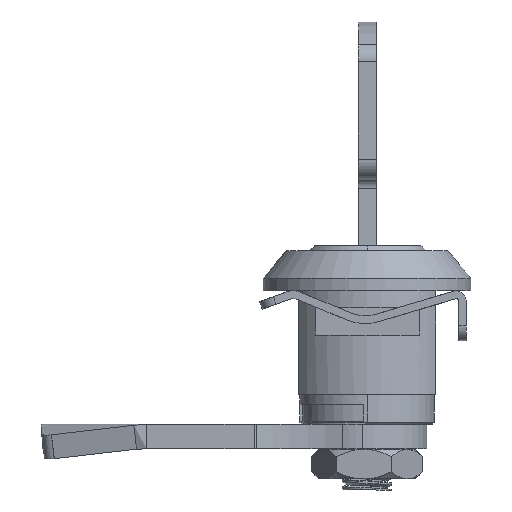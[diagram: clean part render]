
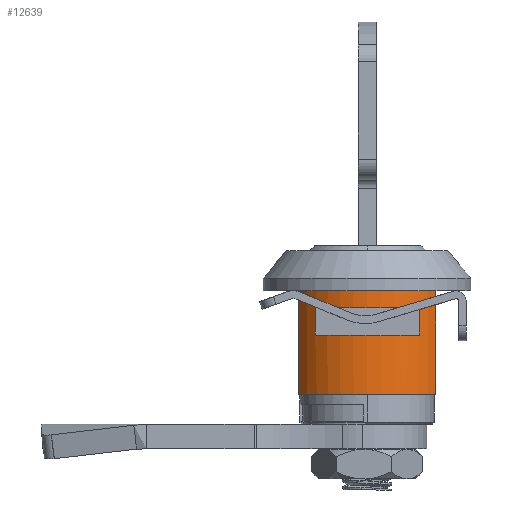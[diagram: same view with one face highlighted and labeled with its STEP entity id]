
A CAD part, front view. The second image highlights one B-rep face of the part: STEP entity #12639.
In plain terms, the highlighted cylindrical face has radius 8.45 mm (diameter 16.9 mm), a partial arc.
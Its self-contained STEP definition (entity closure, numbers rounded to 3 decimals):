
#163 = CARTESIAN_POINT ( 'NONE',  ( -124.536, 25.116, 53.501 ) ) ;
#988 = FACE_BOUND ( 'NONE', #8707, .T. ) ;
#990 = VERTEX_POINT ( 'NONE', #16587 ) ;
#1040 = CIRCLE ( 'NONE', #3674, 8.45 ) ;
#1082 = CARTESIAN_POINT ( 'NONE',  ( -129.814, 18.516, 49.001 ) ) ;
#1543 = VECTOR ( 'NONE', #15439, 1000. ) ;
#1774 = EDGE_CURVE ( 'NONE', #19208, #18849, #1040, .T. ) ;
#1825 = CARTESIAN_POINT ( 'NONE',  ( -117.536, 20.382, 53.501 ) ) ;
#3088 = CIRCLE ( 'NONE', #3758, 8.45 ) ;
#3194 = LINE ( 'NONE', #14494, #11354 ) ;
#3674 = AXIS2_PLACEMENT_3D ( 'NONE', #4907, #10823, #4706 ) ;
#3758 = AXIS2_PLACEMENT_3D ( 'NONE', #15492, #12478, #9379 ) ;
#3981 = EDGE_CURVE ( 'NONE', #4662, #7191, #12749, .T. ) ;
#4224 = CIRCLE ( 'NONE', #14443, 8.45 ) ;
#4386 = VERTEX_POINT ( 'NONE', #14929 ) ;
#4404 = CYLINDRICAL_SURFACE ( 'NONE', #15346, 8.45 ) ;
#4501 = CARTESIAN_POINT ( 'NONE',  ( -129.814, 18.516, 23.013 ) ) ;
#4553 = EDGE_CURVE ( 'NONE', #4662, #4386, #9427, .T. ) ;
#4638 = ORIENTED_EDGE ( 'NONE', *, *, #10537, .F. ) ;
#4662 = VERTEX_POINT ( 'NONE', #17588 ) ;
#4706 = DIRECTION ( 'NONE',  ( 1., 0., 0. ) ) ;
#4907 = CARTESIAN_POINT ( 'NONE',  ( -124.536, 25.116, 49.001 ) ) ;
#4923 = DIRECTION ( 'NONE',  ( 0., 0., 1. ) ) ;
#4927 = EDGE_CURVE ( 'NONE', #12722, #990, #4224, .T. ) ;
#7173 = DIRECTION ( 'NONE',  ( 0., 0., 1. ) ) ;
#7191 = VERTEX_POINT ( 'NONE', #1825 ) ;
#7320 = DIRECTION ( 'NONE',  ( 0., 0., 1. ) ) ;
#8235 = EDGE_CURVE ( 'NONE', #18849, #12722, #10925, .T. ) ;
#8707 = EDGE_LOOP ( 'NONE', ( #12840, #16095, #16378, #9621 ) ) ;
#8772 = DIRECTION ( 'NONE',  ( 1., 0., 0. ) ) ;
#8796 = AXIS2_PLACEMENT_3D ( 'NONE', #163, #4923, #12700 ) ;
#9120 = CARTESIAN_POINT ( 'NONE',  ( -131.536, 20.382, 23.013 ) ) ;
#9379 = DIRECTION ( 'NONE',  ( 1., 0., 0. ) ) ;
#9427 = LINE ( 'NONE', #9120, #1543 ) ;
#9532 = DIRECTION ( 'NONE',  ( 0., 0., -1. ) ) ;
#9621 = ORIENTED_EDGE ( 'NONE', *, *, #12128, .T. ) ;
#10236 = CARTESIAN_POINT ( 'NONE',  ( -117.536, 20.382, 42.959 ) ) ;
#10329 = CARTESIAN_POINT ( 'NONE',  ( -124.536, 25.116, 23.013 ) ) ;
#10537 = EDGE_CURVE ( 'NONE', #16626, #4386, #3088, .T. ) ;
#10647 = CARTESIAN_POINT ( 'NONE',  ( -124.536, 25.116, 51.801 ) ) ;
#10823 = DIRECTION ( 'NONE',  ( 0., 0., -1. ) ) ;
#10925 = LINE ( 'NONE', #4501, #10984 ) ;
#10984 = VECTOR ( 'NONE', #15592, 1000. ) ;
#11354 = VECTOR ( 'NONE', #9532, 1000. ) ;
#12128 = EDGE_CURVE ( 'NONE', #990, #19208, #3194, .T. ) ;
#12272 = FACE_OUTER_BOUND ( 'NONE', #18256, .T. ) ;
#12478 = DIRECTION ( 'NONE',  ( 0., 0., -1. ) ) ;
#12498 = DIRECTION ( 'NONE',  ( 0., 0., 1. ) ) ;
#12639 = ADVANCED_FACE ( 'NONE', ( #988, #12272 ), #4404, .T. ) ;
#12700 = DIRECTION ( 'NONE',  ( 1., 0., 0. ) ) ;
#12722 = VERTEX_POINT ( 'NONE', #17726 ) ;
#12749 = CIRCLE ( 'NONE', #8796, 8.45 ) ;
#12840 = ORIENTED_EDGE ( 'NONE', *, *, #1774, .T. ) ;
#12843 = EDGE_CURVE ( 'NONE', #16626, #7191, #14833, .T. ) ;
#13285 = CARTESIAN_POINT ( 'NONE',  ( -117.536, 20.382, 23.013 ) ) ;
#13370 = ORIENTED_EDGE ( 'NONE', *, *, #4553, .T. ) ;
#13947 = ORIENTED_EDGE ( 'NONE', *, *, #12843, .T. ) ;
#14000 = CARTESIAN_POINT ( 'NONE',  ( -119.259, 18.516, 49.001 ) ) ;
#14344 = VECTOR ( 'NONE', #7173, 1000. ) ;
#14443 = AXIS2_PLACEMENT_3D ( 'NONE', #10647, #12498, #15610 ) ;
#14494 = CARTESIAN_POINT ( 'NONE',  ( -119.259, 18.516, 23.013 ) ) ;
#14833 = LINE ( 'NONE', #13285, #14344 ) ;
#14929 = CARTESIAN_POINT ( 'NONE',  ( -131.536, 20.382, 42.959 ) ) ;
#15346 = AXIS2_PLACEMENT_3D ( 'NONE', #10329, #7320, #8772 ) ;
#15439 = DIRECTION ( 'NONE',  ( 0., 0., -1. ) ) ;
#15492 = CARTESIAN_POINT ( 'NONE',  ( -124.536, 25.116, 42.959 ) ) ;
#15592 = DIRECTION ( 'NONE',  ( 0., 0., 1. ) ) ;
#15610 = DIRECTION ( 'NONE',  ( 1., 0., 0. ) ) ;
#16095 = ORIENTED_EDGE ( 'NONE', *, *, #8235, .T. ) ;
#16378 = ORIENTED_EDGE ( 'NONE', *, *, #4927, .T. ) ;
#16587 = CARTESIAN_POINT ( 'NONE',  ( -119.259, 18.516, 51.801 ) ) ;
#16626 = VERTEX_POINT ( 'NONE', #10236 ) ;
#17003 = ORIENTED_EDGE ( 'NONE', *, *, #3981, .F. ) ;
#17588 = CARTESIAN_POINT ( 'NONE',  ( -131.536, 20.382, 53.501 ) ) ;
#17726 = CARTESIAN_POINT ( 'NONE',  ( -129.814, 18.516, 51.801 ) ) ;
#18256 = EDGE_LOOP ( 'NONE', ( #4638, #13947, #17003, #13370 ) ) ;
#18849 = VERTEX_POINT ( 'NONE', #1082 ) ;
#19208 = VERTEX_POINT ( 'NONE', #14000 ) ;
